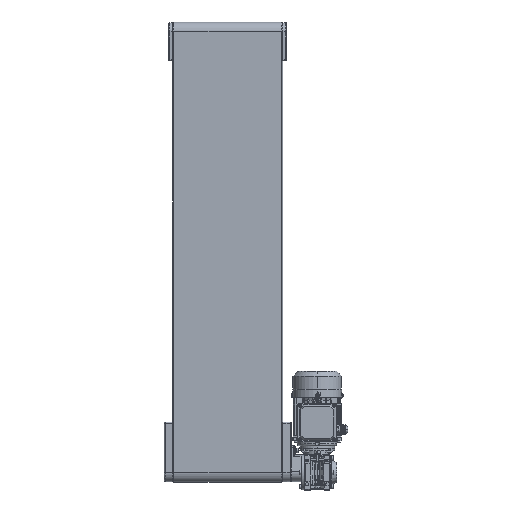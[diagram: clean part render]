
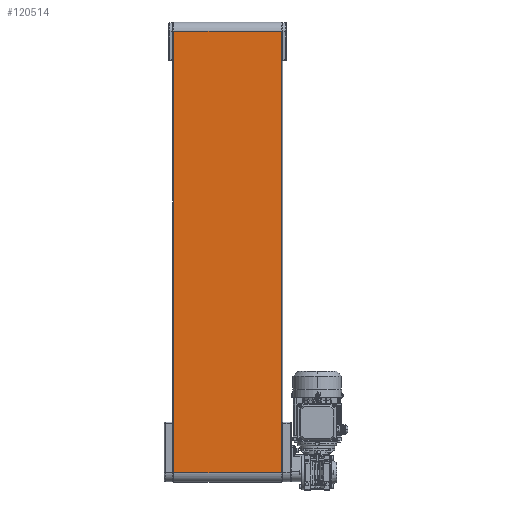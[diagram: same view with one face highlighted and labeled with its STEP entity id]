
A CAD part, front view. The second image highlights one B-rep face of the part: STEP entity #120514.
In plain terms, the highlighted planar face has unit normal (0, -1, 0).
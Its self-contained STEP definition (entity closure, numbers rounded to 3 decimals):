
#2615 = FACE_OUTER_BOUND ( 'NONE', #118607, .T. ) ;
#8982 = EDGE_CURVE ( 'NONE', #113748, #33969, #67649, .T. ) ;
#9966 = CARTESIAN_POINT ( 'NONE',  ( 247.5, -22.282, -114.891 ) ) ;
#32082 = VERTEX_POINT ( 'NONE', #69738 ) ;
#33969 = VERTEX_POINT ( 'NONE', #90716 ) ;
#50978 = CARTESIAN_POINT ( 'NONE',  ( 247.5, -22.282, -114.891 ) ) ;
#51021 = CARTESIAN_POINT ( 'NONE',  ( 2.5, -22.282, -114.891 ) ) ;
#58152 = DIRECTION ( 'NONE',  ( 0., 0., -1. ) ) ;
#60544 = PLANE ( 'NONE',  #84772 ) ;
#60598 = LINE ( 'NONE', #51021, #164849 ) ;
#60958 = CARTESIAN_POINT ( 'NONE',  ( 247.5, -22.282, -114.891 ) ) ;
#67649 = LINE ( 'NONE', #156164, #152387 ) ;
#68164 = DIRECTION ( 'NONE',  ( 0., 1., 0. ) ) ;
#69738 = CARTESIAN_POINT ( 'NONE',  ( 2.5, -22.282, 886.891 ) ) ;
#84772 = AXIS2_PLACEMENT_3D ( 'NONE', #50978, #68164, #109017 ) ;
#86262 = EDGE_CURVE ( 'NONE', #143377, #32082, #147508, .T. ) ;
#90716 = CARTESIAN_POINT ( 'NONE',  ( 2.5, -22.282, -114.891 ) ) ;
#91487 = ORIENTED_EDGE ( 'NONE', *, *, #117716, .F. ) ;
#109017 = DIRECTION ( 'NONE',  ( 0., 0., 1. ) ) ;
#109943 = ORIENTED_EDGE ( 'NONE', *, *, #137132, .T. ) ;
#113748 = VERTEX_POINT ( 'NONE', #9966 ) ;
#114175 = DIRECTION ( 'NONE',  ( -1., 0., 0. ) ) ;
#117716 = EDGE_CURVE ( 'NONE', #143377, #113748, #133373, .T. ) ;
#118607 = EDGE_LOOP ( 'NONE', ( #109943, #142317, #91487, #122621 ) ) ;
#120514 = ADVANCED_FACE ( 'NONE', ( #2615 ), #60544, .F. ) ;
#122621 = ORIENTED_EDGE ( 'NONE', *, *, #86262, .T. ) ;
#125676 = DIRECTION ( 'NONE',  ( -1., 0., 0. ) ) ;
#133373 = LINE ( 'NONE', #60958, #138215 ) ;
#135821 = DIRECTION ( 'NONE',  ( 0., 0., -1. ) ) ;
#137132 = EDGE_CURVE ( 'NONE', #32082, #33969, #60598, .T. ) ;
#138142 = CARTESIAN_POINT ( 'NONE',  ( 247.5, -22.282, 886.891 ) ) ;
#138215 = VECTOR ( 'NONE', #58152, 1000. ) ;
#142317 = ORIENTED_EDGE ( 'NONE', *, *, #8982, .F. ) ;
#143377 = VERTEX_POINT ( 'NONE', #138142 ) ;
#143746 = CARTESIAN_POINT ( 'NONE',  ( 247.5, -22.282, 886.891 ) ) ;
#147508 = LINE ( 'NONE', #143746, #167571 ) ;
#152387 = VECTOR ( 'NONE', #125676, 1000. ) ;
#156164 = CARTESIAN_POINT ( 'NONE',  ( 247.5, -22.282, -114.891 ) ) ;
#164849 = VECTOR ( 'NONE', #135821, 1000. ) ;
#167571 = VECTOR ( 'NONE', #114175, 1000. ) ;
